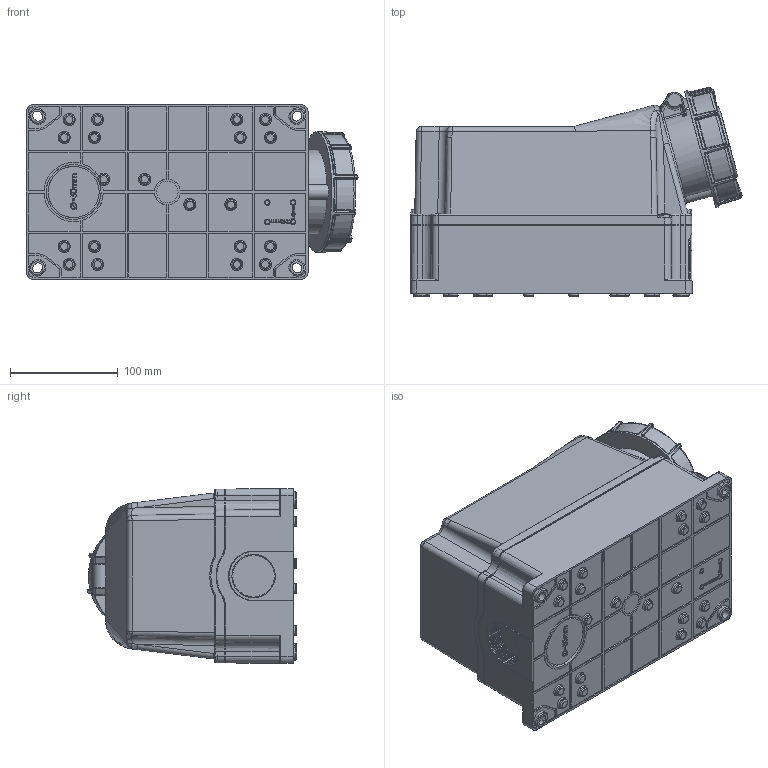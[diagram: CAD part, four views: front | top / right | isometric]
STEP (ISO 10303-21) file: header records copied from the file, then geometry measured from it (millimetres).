
FILE_DESCRIPTION (( 'STEP AP203' ), '1' );
FILE_NAME ('1337-6, 1347-6, 1357-6.STEP', '2018-02-19T09:12:51', ( '' ), ( '' ), 'SwSTEP 2.0', 'SolidWorks 2016', '' );
FILE_SCHEMA (( 'CONFIG_CONTROL_DESIGN' ));
Products named in the file (1): 1337-6, 1347-6, 1357-6
Bounding box: 308.41 x 194.44 x 162.01 mm (x, y, z)
Volume: 6153884.2 mm3; surface area: 244646.1 mm2
Topology: 1 solids, 27 shells, 2340 faces, 5951 edges, 3799 vertices
Faces by surface type: plane 1038, bspline 620, cylinder 320, cone 176, torus 138, sphere 48
Full cylindrical faces by diameter (mm): 10.983 x2, 40.3 x3
Entity records: 123502 total; most frequent: CARTESIAN_POINT 73812, ORIENTED_EDGE 11510, DIRECTION 8314, EDGE_CURVE 5755, VERTEX_POINT 3751, AXIS2_PLACEMENT_3D 2951, EDGE_LOOP 2632, LINE 2412
